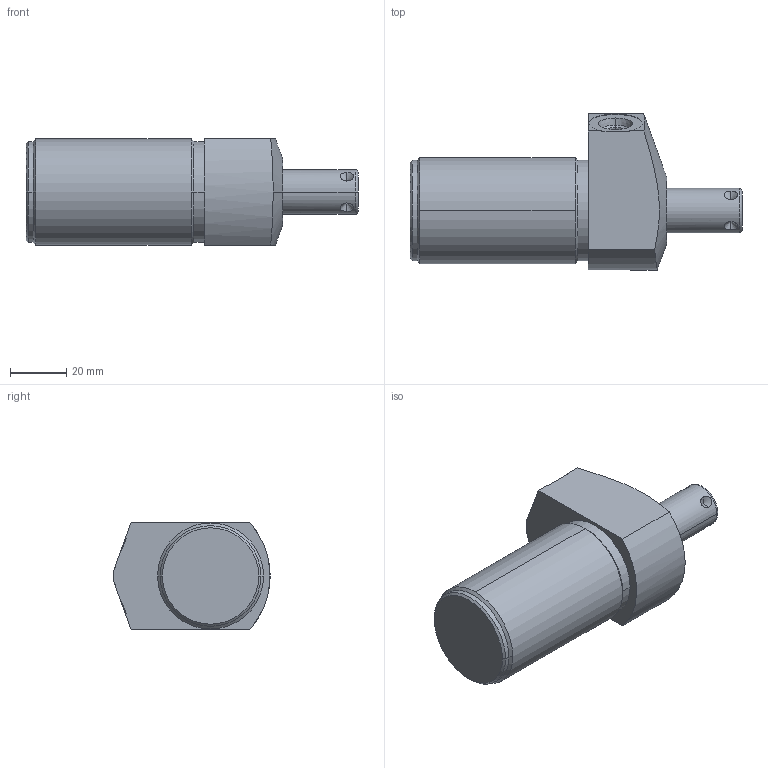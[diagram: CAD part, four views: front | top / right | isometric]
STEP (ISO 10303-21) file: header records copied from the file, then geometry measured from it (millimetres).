
FILE_DESCRIPTION((''),'2;1');
FILE_NAME('ILC15020909','2012-05-21T',('gar'),(''),'PRO/ENGINEER BY PARAMETRIC TECHNOLOGY CORPORATION, 2007460','PRO/ENGINEER BY PARAMETRIC TECHNOLOGY CORPORATION, 2007460','');
FILE_SCHEMA(('AUTOMOTIVE_DESIGN_CC2 { 1 2 10303 214 -1 1 5 2 }'));
Length unit declared in the file: inch
Products named in the file (1): ILC15020909
Bounding box: 118.14 x 55.58 x 37.85 mm (x, y, z)
Volume: 120625.7 mm3; surface area: 18206.9 mm2
Topology: 1 solids, 2 shells, 61 faces, 146 edges, 87 vertices
Faces by surface type: cone 26, cylinder 19, plane 14, torus 2
Entity records: 2541 total; most frequent: CARTESIAN_POINT 505, DIRECTION 299, ORIENTED_EDGE 268, PRESENTATION_STYLE_ASSIGNMENT 147, STYLED_ITEM 138, CURVE_STYLE 136, EDGE_CURVE 136, AXIS2_PLACEMENT_3D 121
